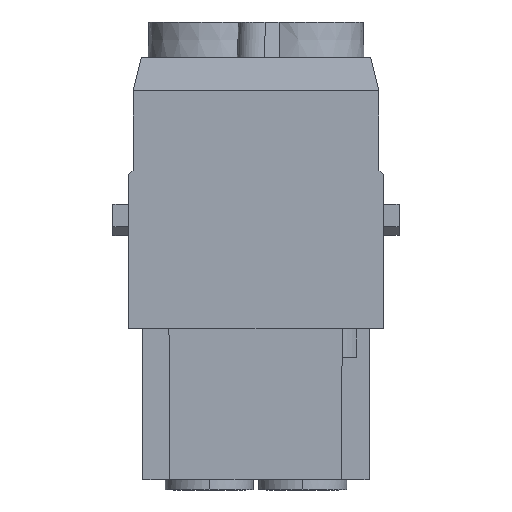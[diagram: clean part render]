
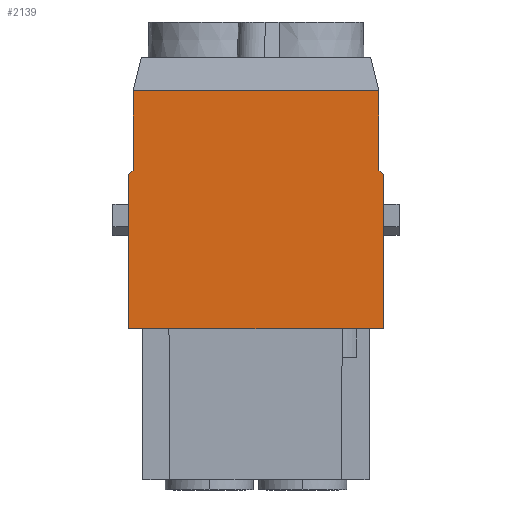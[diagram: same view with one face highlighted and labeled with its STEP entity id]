
A CAD part, left-side view. The second image highlights one B-rep face of the part: STEP entity #2139.
In plain terms, the highlighted planar face has unit normal (-1, 0, 0).
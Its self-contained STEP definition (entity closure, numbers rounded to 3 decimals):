
#2080=AXIS2_PLACEMENT_3D('Plane Axis2P3D',#2077,#2078,#2079) ;
#2017=CARTESIAN_POINT('Vertex',(0.,31.7,47.539)) ;
#2020=CARTESIAN_POINT('Line Origine',(0.,17.05,47.539)) ;
#2024=CARTESIAN_POINT('Vertex',(0.,2.4,47.539)) ;
#2077=CARTESIAN_POINT('Axis2P3D Location',(0.,31.7,53.734)) ;
#2082=CARTESIAN_POINT('Line Origine',(0.,31.95,37.85)) ;
#2086=CARTESIAN_POINT('Vertex',(0.,32.2,37.6)) ;
#2088=CARTESIAN_POINT('Vertex',(0.,31.7,38.1)) ;
#2091=CARTESIAN_POINT('Line Origine',(0.,32.2,28.4)) ;
#2095=CARTESIAN_POINT('Vertex',(0.,32.2,19.2)) ;
#2098=CARTESIAN_POINT('Line Origine',(0.,17.05,19.2)) ;
#2102=CARTESIAN_POINT('Vertex',(0.,1.9,19.2)) ;
#2105=CARTESIAN_POINT('Line Origine',(0.,1.9,28.4)) ;
#2109=CARTESIAN_POINT('Vertex',(0.,1.9,37.6)) ;
#2112=CARTESIAN_POINT('Line Origine',(0.,2.15,37.85)) ;
#2116=CARTESIAN_POINT('Vertex',(0.,2.4,38.1)) ;
#2119=CARTESIAN_POINT('Line Origine',(0.,2.4,42.82)) ;
#2124=CARTESIAN_POINT('Line Origine',(0.,31.7,42.82)) ;
#2021=DIRECTION('Vector Direction',(0.,-1.,0.)) ;
#2078=DIRECTION('Axis2P3D Direction',(-1.,0.,0.)) ;
#2079=DIRECTION('Axis2P3D XDirection',(0.,-1.,0.)) ;
#2083=DIRECTION('Vector Direction',(0.,-0.707,0.707)) ;
#2092=DIRECTION('Vector Direction',(0.,0.,1.)) ;
#2099=DIRECTION('Vector Direction',(0.,-1.,0.)) ;
#2106=DIRECTION('Vector Direction',(0.,0.,-1.)) ;
#2113=DIRECTION('Vector Direction',(0.,-0.707,-0.707)) ;
#2120=DIRECTION('Vector Direction',(0.,0.,1.)) ;
#2125=DIRECTION('Vector Direction',(0.,0.,-1.)) ;
#2022=VECTOR('Line Direction',#2021,1.) ;
#2084=VECTOR('Line Direction',#2083,1.) ;
#2093=VECTOR('Line Direction',#2092,1.) ;
#2100=VECTOR('Line Direction',#2099,1.) ;
#2107=VECTOR('Line Direction',#2106,1.) ;
#2114=VECTOR('Line Direction',#2113,1.) ;
#2121=VECTOR('Line Direction',#2120,1.) ;
#2126=VECTOR('Line Direction',#2125,1.) ;
#2130=ORIENTED_EDGE('',*,*,#2090,.F.) ;
#2131=ORIENTED_EDGE('',*,*,#2097,.F.) ;
#2132=ORIENTED_EDGE('',*,*,#2104,.T.) ;
#2133=ORIENTED_EDGE('',*,*,#2111,.F.) ;
#2134=ORIENTED_EDGE('',*,*,#2118,.F.) ;
#2135=ORIENTED_EDGE('',*,*,#2123,.T.) ;
#2136=ORIENTED_EDGE('',*,*,#2026,.F.) ;
#2137=ORIENTED_EDGE('',*,*,#2128,.T.) ;
#2139=ADVANCED_FACE('Hauptkoerper',(#2138),#2081,.T.) ;
#2026=EDGE_CURVE('',#2018,#2025,#2023,.T.) ;
#2090=EDGE_CURVE('',#2087,#2089,#2085,.T.) ;
#2097=EDGE_CURVE('',#2096,#2087,#2094,.T.) ;
#2104=EDGE_CURVE('',#2096,#2103,#2101,.T.) ;
#2111=EDGE_CURVE('',#2110,#2103,#2108,.T.) ;
#2118=EDGE_CURVE('',#2117,#2110,#2115,.T.) ;
#2123=EDGE_CURVE('',#2117,#2025,#2122,.T.) ;
#2128=EDGE_CURVE('',#2018,#2089,#2127,.T.) ;
#2129=EDGE_LOOP('',(#2130,#2131,#2132,#2133,#2134,#2135,#2136,#2137)) ;
#2138=FACE_OUTER_BOUND('',#2129,.T.) ;
#2023=LINE('Line',#2020,#2022) ;
#2085=LINE('Line',#2082,#2084) ;
#2094=LINE('Line',#2091,#2093) ;
#2101=LINE('Line',#2098,#2100) ;
#2108=LINE('Line',#2105,#2107) ;
#2115=LINE('Line',#2112,#2114) ;
#2122=LINE('Line',#2119,#2121) ;
#2127=LINE('Line',#2124,#2126) ;
#2081=PLANE('',#2080) ;
#2018=VERTEX_POINT('',#2017) ;
#2025=VERTEX_POINT('',#2024) ;
#2087=VERTEX_POINT('',#2086) ;
#2089=VERTEX_POINT('',#2088) ;
#2096=VERTEX_POINT('',#2095) ;
#2103=VERTEX_POINT('',#2102) ;
#2110=VERTEX_POINT('',#2109) ;
#2117=VERTEX_POINT('',#2116) ;
